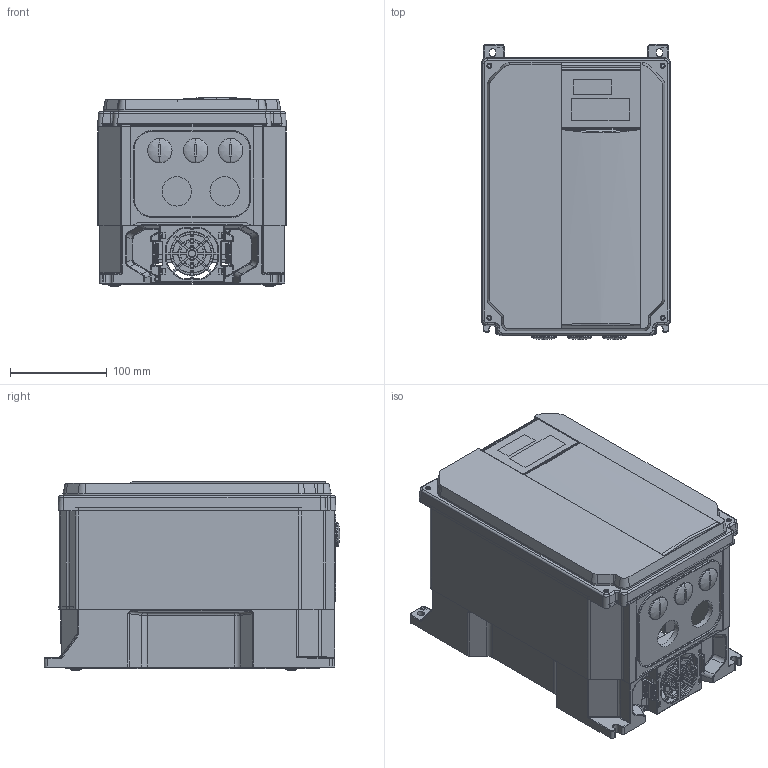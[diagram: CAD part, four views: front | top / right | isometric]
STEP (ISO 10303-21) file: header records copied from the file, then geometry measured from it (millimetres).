
FILE_DESCRIPTION (( 'STEP AP214' ), '1' );
FILE_NAME ('VFD-MS300-NEMA4X-C-PD-3D00 red 2 R1 wo CASE with wo LID Rr2 COMPL 1 EX 1 Coord 1 fXT.STEP', '2020-05-06T18:59:21', ( '' ), ( '' ), 'SwSTEP 2.0', 'SolidWorks 2017', '' );
FILE_SCHEMA (( 'AUTOMOTIVE_DESIGN' ));
Length unit declared in the file: inch
Products named in the file (1): VFD-MS300-NEMA4X-C-PD-3D00 red 2 R1 wo CASE with wo LID  Rr2 COMPL 1 EX 1 Coord 1 fXT
Bounding box: 195 x 305.2 x 195.33 mm (x, y, z)
Volume: 1683461.1 mm3; surface area: 734981.8 mm2
Topology: 18 solids, 19 shells, 3366 faces, 8744 edges, 5452 vertices
Faces by surface type: plane 1339, cylinder 898, cone 483, bspline 324, torus 304, sphere 18
Entity records: 133690 total; most frequent: CARTESIAN_POINT 56457, ORIENTED_EDGE 17488, DIRECTION 13462, EDGE_CURVE 8744, VERTEX_POINT 5452, AXIS2_PLACEMENT_3D 4548, LINE 4366, VECTOR 4366
